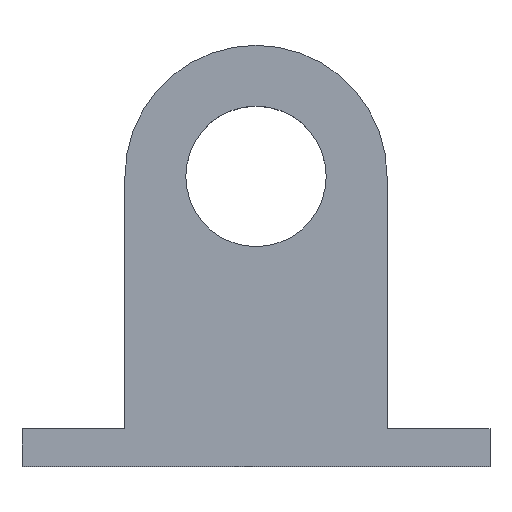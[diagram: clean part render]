
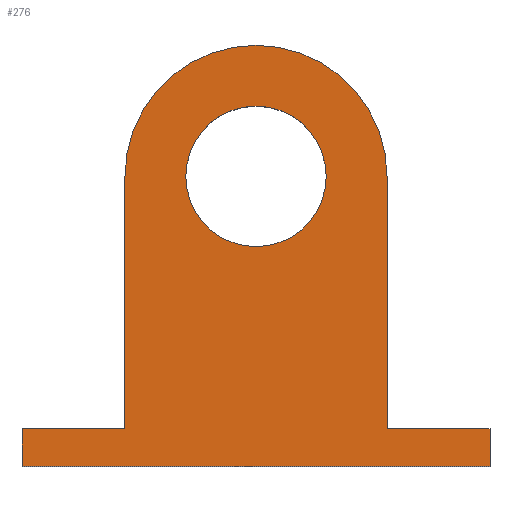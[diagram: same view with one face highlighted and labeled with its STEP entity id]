
A CAD part, top view. The second image highlights one B-rep face of the part: STEP entity #276.
In plain terms, the highlighted planar face has unit normal (0, 0, 1).
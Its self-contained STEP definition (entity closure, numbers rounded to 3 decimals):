
#19=FACE_BOUND('',#59,.T.);
#28=PLANE('',#321);
#41=FACE_OUTER_BOUND('',#58,.T.);
#58=EDGE_LOOP('',(#241,#242,#243,#244,#245,#246,#247,#248));
#59=EDGE_LOOP('',(#249,#250));
#67=LINE('',#434,#92);
#70=LINE('',#440,#95);
#73=LINE('',#446,#98);
#76=LINE('',#452,#101);
#79=LINE('',#458,#104);
#82=LINE('',#464,#107);
#85=LINE('',#470,#110);
#92=VECTOR('',#358,10.);
#95=VECTOR('',#363,10.);
#98=VECTOR('',#368,10.);
#101=VECTOR('',#373,10.);
#104=VECTOR('',#378,10.);
#107=VECTOR('',#383,10.);
#110=VECTOR('',#388,10.);
#118=CIRCLE('',#307,7.5);
#119=CIRCLE('',#308,7.5);
#123=CIRCLE('',#320,14.);
#130=VERTEX_POINT('',#418);
#131=VERTEX_POINT('',#419);
#136=VERTEX_POINT('',#431);
#137=VERTEX_POINT('',#433);
#139=VERTEX_POINT('',#439);
#141=VERTEX_POINT('',#445);
#143=VERTEX_POINT('',#451);
#145=VERTEX_POINT('',#457);
#147=VERTEX_POINT('',#463);
#149=VERTEX_POINT('',#469);
#158=EDGE_CURVE('',#130,#131,#118,.T.);
#159=EDGE_CURVE('',#131,#130,#119,.T.);
#165=EDGE_CURVE('',#137,#136,#67,.T.);
#168=EDGE_CURVE('',#139,#137,#70,.T.);
#171=EDGE_CURVE('',#141,#139,#73,.T.);
#174=EDGE_CURVE('',#143,#141,#76,.T.);
#177=EDGE_CURVE('',#145,#143,#79,.T.);
#180=EDGE_CURVE('',#147,#145,#82,.T.);
#183=EDGE_CURVE('',#149,#147,#85,.T.);
#186=EDGE_CURVE('',#136,#149,#123,.T.);
#241=ORIENTED_EDGE('',*,*,#186,.T.);
#242=ORIENTED_EDGE('',*,*,#183,.T.);
#243=ORIENTED_EDGE('',*,*,#180,.T.);
#244=ORIENTED_EDGE('',*,*,#177,.T.);
#245=ORIENTED_EDGE('',*,*,#174,.T.);
#246=ORIENTED_EDGE('',*,*,#171,.T.);
#247=ORIENTED_EDGE('',*,*,#168,.T.);
#248=ORIENTED_EDGE('',*,*,#165,.T.);
#249=ORIENTED_EDGE('',*,*,#158,.T.);
#250=ORIENTED_EDGE('',*,*,#159,.T.);
#276=ADVANCED_FACE('',(#41,#19),#28,.T.);
#307=AXIS2_PLACEMENT_3D('',#420,#345,#346);
#308=AXIS2_PLACEMENT_3D('',#421,#347,#348);
#320=AXIS2_PLACEMENT_3D('',#474,#394,#395);
#321=AXIS2_PLACEMENT_3D('',#475,#396,#397);
#345=DIRECTION('center_axis',(0.,0.,-1.));
#346=DIRECTION('ref_axis',(0.,-1.,0.));
#347=DIRECTION('center_axis',(0.,0.,-1.));
#348=DIRECTION('ref_axis',(0.,-1.,0.));
#358=DIRECTION('',(0.,1.,0.));
#363=DIRECTION('',(-1.,0.,0.));
#368=DIRECTION('',(0.,1.,0.));
#373=DIRECTION('',(1.,0.,0.));
#378=DIRECTION('',(0.,-1.,0.));
#383=DIRECTION('',(-1.,0.,0.));
#388=DIRECTION('',(0.,-1.,0.));
#394=DIRECTION('center_axis',(0.,0.,1.));
#395=DIRECTION('ref_axis',(1.,0.,0.));
#396=DIRECTION('center_axis',(0.,0.,1.));
#397=DIRECTION('ref_axis',(1.,0.,0.));
#418=CARTESIAN_POINT('',(0.,-7.5,10.));
#419=CARTESIAN_POINT('',(0.,7.5,10.));
#420=CARTESIAN_POINT('Origin',(0.,0.,10.));
#421=CARTESIAN_POINT('Origin',(0.,0.,10.));
#431=CARTESIAN_POINT('',(14.,0.,10.));
#433=CARTESIAN_POINT('',(14.,-26.952,10.));
#434=CARTESIAN_POINT('',(14.,-26.952,10.));
#439=CARTESIAN_POINT('',(25.,-26.952,10.));
#440=CARTESIAN_POINT('',(25.,-26.952,10.));
#445=CARTESIAN_POINT('',(25.,-30.994,10.));
#446=CARTESIAN_POINT('',(25.,-30.994,10.));
#451=CARTESIAN_POINT('',(-25.,-30.994,10.));
#452=CARTESIAN_POINT('',(-25.,-30.994,10.));
#457=CARTESIAN_POINT('',(-25.,-26.952,10.));
#458=CARTESIAN_POINT('',(-25.,-26.952,10.));
#463=CARTESIAN_POINT('',(-14.,-26.952,10.));
#464=CARTESIAN_POINT('',(-14.,-26.952,10.));
#469=CARTESIAN_POINT('',(-14.,0.,10.));
#470=CARTESIAN_POINT('',(-14.,0.,10.));
#474=CARTESIAN_POINT('Origin',(0.,0.,10.));
#475=CARTESIAN_POINT('Origin',(0.,-8.497,10.));
